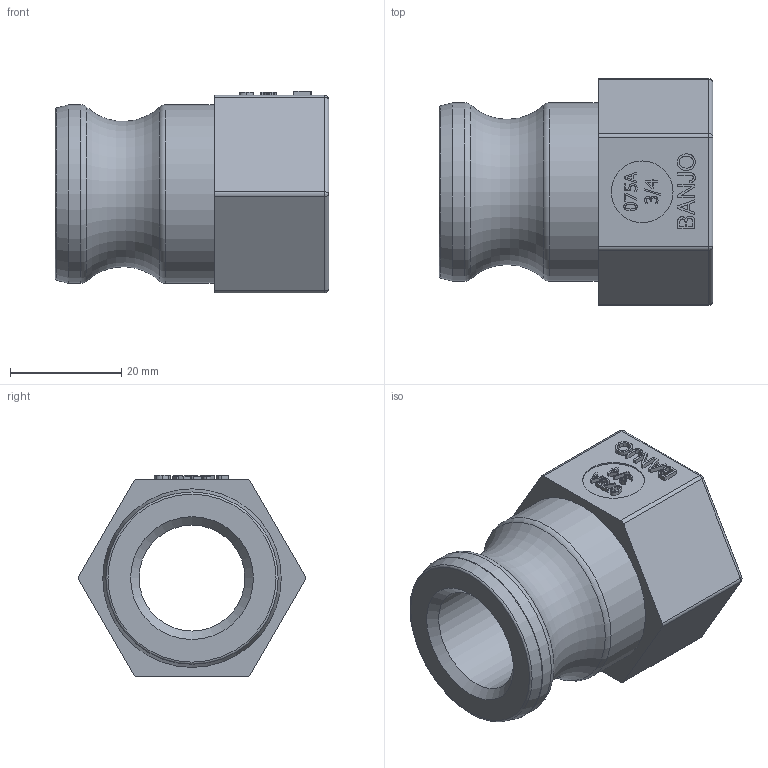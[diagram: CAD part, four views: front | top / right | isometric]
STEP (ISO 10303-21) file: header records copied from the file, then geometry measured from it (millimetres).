
FILE_DESCRIPTION(/* description */ ('3/4" Coupler X 3/4" Female Thd'),/* implementation_level */ '2;1');
FILE_NAME(/* name */ '75A075.stp',/* time_stamp */ '2016-12-06T14:36:58-05:00',/* author */ ('DCT'),/* organization */ (''),/* preprocessor_version */ 'ST-DEVELOPER v16.5',/* originating_system */ 'Autodesk Inventor 2017',/* authorisation */ '');
FILE_SCHEMA (('AUTOMOTIVE_DESIGN { 1 0 10303 214 3 1 1 }'));
Length unit declared in the file: inch
Products named in the file (2): 75A3/4; 75A3/4U
Assembly tree (1 placements, depth 2):
  75A3/4
    75A3/4U
Bounding box: 49.21 x 40.82 x 36.32 mm (x, y, z)
Volume: 24296.6 mm3; surface area: 11148.8 mm2
Topology: 1 solids, 1 shells, 228 faces, 587 edges, 383 vertices
Faces by surface type: plane 117, bspline 83, cylinder 17, cone 6, torus 5
Full cylindrical faces by diameter (mm): 11.112 x1, 19.05 x1, 32.106 x2
Entity records: 9269 total; most frequent: CARTESIAN_POINT 4222, ORIENTED_EDGE 1150, DIRECTION 765, EDGE_CURVE 575, VERTEX_POINT 383, LINE 369, VECTOR 369, EDGE_LOOP 264
